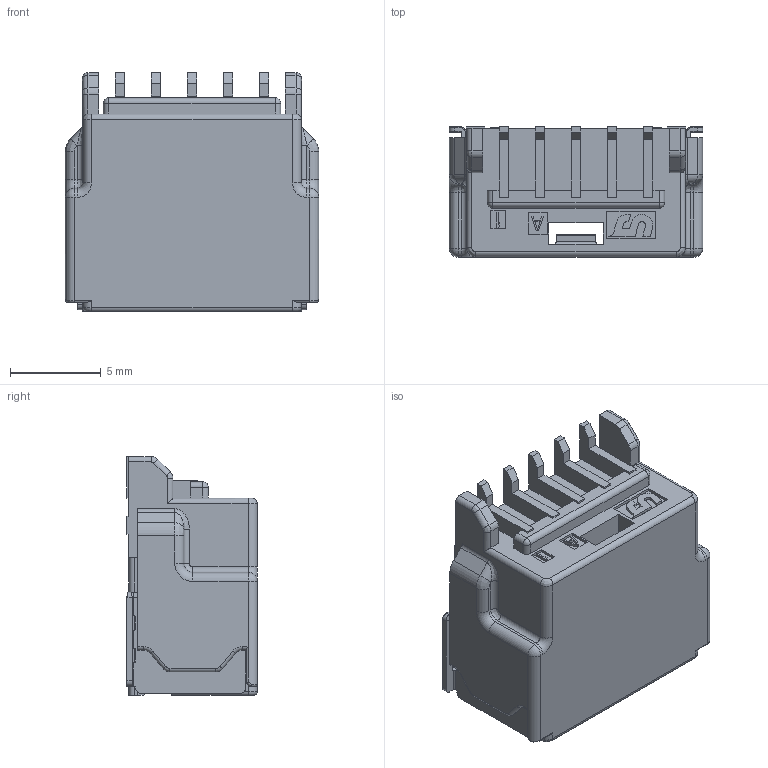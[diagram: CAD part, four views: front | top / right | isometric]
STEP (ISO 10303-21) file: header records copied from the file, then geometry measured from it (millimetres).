
FILE_DESCRIPTION((''),'2;1');
FILE_NAME('CVM_020_D_SMT_5M_H_ASSY','2020-10-16T15:28:45',('drkoo'),(''),'CREO PARAMETRIC BY PTC INC, 2017380','CREO PARAMETRIC BY PTC INC, 2017380','');
FILE_SCHEMA(('CONFIG_CONTROL_DESIGN'));
Length unit declared in the file: millimetre
Products named in the file (1): CVM_020_D_SMT_5M_H_ASSY
Bounding box: 14 x 7.2 x 13.2 mm (x, y, z)
Volume: 505.2 mm3; surface area: 1233.2 mm2
Topology: 1 solids, 1 shells, 736 faces, 1917 edges, 1152 vertices
Faces by surface type: plane 362, cylinder 250, torus 44, sphere 28, bspline 26, cone 26
Entity records: 22804 total; most frequent: CARTESIAN_POINT 5005, ORIENTED_EDGE 3762, DIRECTION 3667, EDGE_CURVE 1881, VECTOR 1253, LINE 1253, AXIS2_PLACEMENT_3D 1207, VERTEX_POINT 1152
